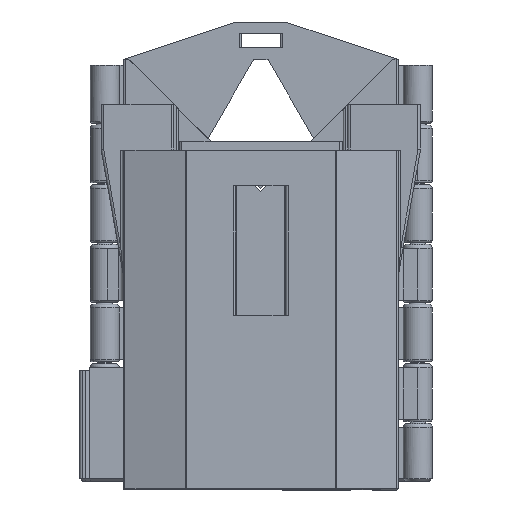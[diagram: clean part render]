
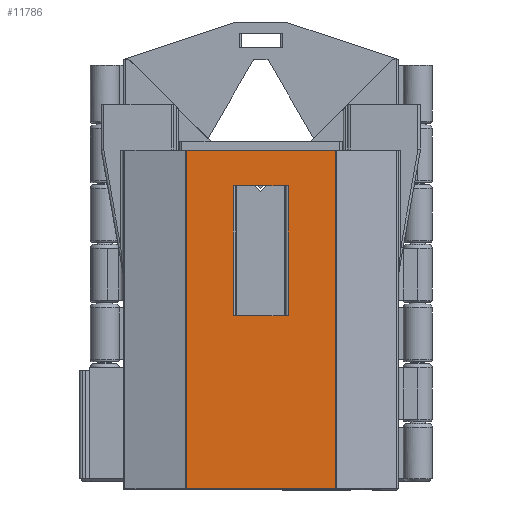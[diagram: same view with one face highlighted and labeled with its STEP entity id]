
A CAD part, left-side view. The second image highlights one B-rep face of the part: STEP entity #11786.
In plain terms, the highlighted planar face has unit normal (-1, 0, 0).
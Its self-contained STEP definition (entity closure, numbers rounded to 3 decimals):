
#149=FACE_BOUND('',#1997,.T.);
#712=PLANE('',#13057);
#1281=FACE_OUTER_BOUND('',#1996,.T.);
#1996=EDGE_LOOP('',(#10075,#10076,#10077,#10078));
#1997=EDGE_LOOP('',(#10079,#10080,#10081,#10082));
#2858=LINE('',#20214,#3889);
#2881=LINE('',#20285,#3912);
#2882=LINE('',#20289,#3913);
#2883=LINE('',#20290,#3914);
#2884=LINE('',#20293,#3915);
#2885=LINE('',#20295,#3916);
#2886=LINE('',#20297,#3917);
#2887=LINE('',#20298,#3918);
#3889=VECTOR('',#16004,10.);
#3912=VECTOR('',#16053,10.);
#3913=VECTOR('',#16058,10.);
#3914=VECTOR('',#16059,10.);
#3915=VECTOR('',#16060,10.);
#3916=VECTOR('',#16061,10.);
#3917=VECTOR('',#16062,10.);
#3918=VECTOR('',#16063,10.);
#5632=VERTEX_POINT('',#20206);
#5634=VERTEX_POINT('',#20212);
#5656=VERTEX_POINT('',#20284);
#5657=VERTEX_POINT('',#20288);
#5658=VERTEX_POINT('',#20291);
#5659=VERTEX_POINT('',#20292);
#5660=VERTEX_POINT('',#20294);
#5661=VERTEX_POINT('',#20296);
#7151=EDGE_CURVE('',#5634,#5632,#2858,.T.);
#7181=EDGE_CURVE('',#5632,#5656,#2881,.T.);
#7183=EDGE_CURVE('',#5657,#5634,#2882,.T.);
#7184=EDGE_CURVE('',#5657,#5656,#2883,.T.);
#7185=EDGE_CURVE('',#5658,#5659,#2884,.T.);
#7186=EDGE_CURVE('',#5660,#5659,#2885,.T.);
#7187=EDGE_CURVE('',#5660,#5661,#2886,.T.);
#7188=EDGE_CURVE('',#5658,#5661,#2887,.T.);
#10075=ORIENTED_EDGE('',*,*,#7151,.F.);
#10076=ORIENTED_EDGE('',*,*,#7183,.F.);
#10077=ORIENTED_EDGE('',*,*,#7184,.T.);
#10078=ORIENTED_EDGE('',*,*,#7181,.F.);
#10079=ORIENTED_EDGE('',*,*,#7185,.T.);
#10080=ORIENTED_EDGE('',*,*,#7186,.F.);
#10081=ORIENTED_EDGE('',*,*,#7187,.T.);
#10082=ORIENTED_EDGE('',*,*,#7188,.F.);
#11786=ADVANCED_FACE('',(#1281,#149),#712,.T.);
#13057=AXIS2_PLACEMENT_3D('',#20287,#16056,#16057);
#16004=DIRECTION('',(0.,1.,0.));
#16053=DIRECTION('',(0.,0.,1.));
#16056=DIRECTION('center_axis',(-1.,0.,0.));
#16057=DIRECTION('ref_axis',(0.,0.,-1.));
#16058=DIRECTION('',(0.,0.,-1.));
#16059=DIRECTION('',(0.,1.,0.));
#16060=DIRECTION('',(0.,-1.,0.));
#16061=DIRECTION('',(0.,0.,1.));
#16062=DIRECTION('',(0.,1.,0.));
#16063=DIRECTION('',(0.,0.,-1.));
#20206=CARTESIAN_POINT('',(-74.32,44.1,-1.527));
#20212=CARTESIAN_POINT('',(-74.32,13.075,-1.527));
#20214=CARTESIAN_POINT('',(-74.32,42.881,-1.527));
#20284=CARTESIAN_POINT('',(-74.32,44.1,68.8));
#20285=CARTESIAN_POINT('',(-74.32,44.1,42.315));
#20287=CARTESIAN_POINT('Origin',(-74.32,28.588,33.487));
#20288=CARTESIAN_POINT('',(-74.32,13.075,68.8));
#20289=CARTESIAN_POINT('',(-74.32,13.075,24.658));
#20290=CARTESIAN_POINT('',(-74.32,14.294,68.8));
#20291=CARTESIAN_POINT('',(-74.32,34.288,61.4));
#20292=CARTESIAN_POINT('',(-74.32,22.888,61.4));
#20293=CARTESIAN_POINT('',(-74.32,31.188,61.4));
#20294=CARTESIAN_POINT('',(-74.32,22.888,34.4));
#20295=CARTESIAN_POINT('',(-74.32,22.888,47.443));
#20296=CARTESIAN_POINT('',(-74.32,34.288,34.4));
#20297=CARTESIAN_POINT('',(-74.32,25.988,34.4));
#20298=CARTESIAN_POINT('',(-74.32,34.288,33.943));
